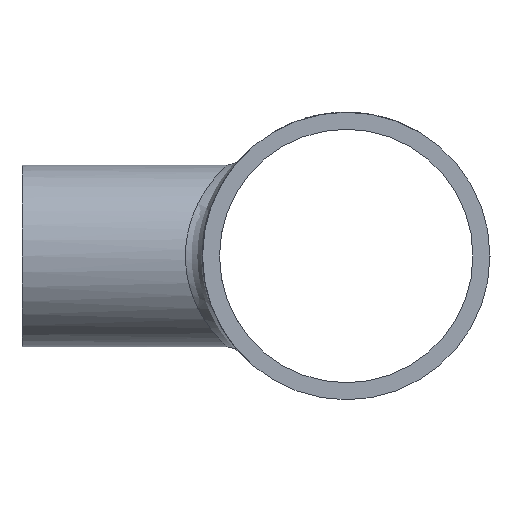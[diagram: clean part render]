
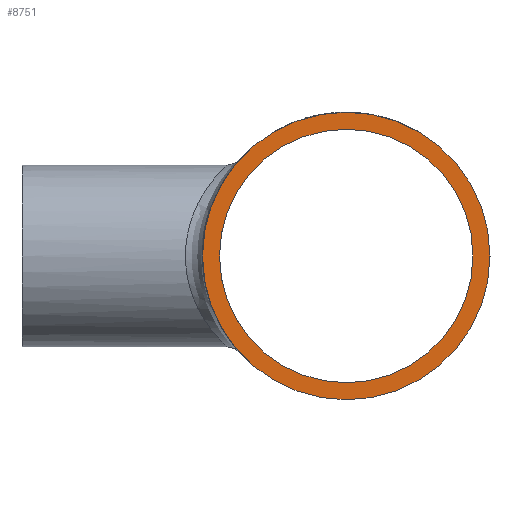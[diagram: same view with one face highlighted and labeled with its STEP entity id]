
A CAD part, left-side view. The second image highlights one B-rep face of the part: STEP entity #8751.
In plain terms, the highlighted planar face has unit normal (-1, 0, 0).
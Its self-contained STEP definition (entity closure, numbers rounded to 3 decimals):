
#874 = DIRECTION ( 'NONE',  ( -1., 0., 0. ) ) ;
#1602 = ORIENTED_EDGE ( 'NONE', *, *, #7147, .F. ) ;
#1977 = PLANE ( 'NONE',  #11411 ) ;
#2028 = DIRECTION ( 'NONE',  ( 0., 0., 1. ) ) ;
#3503 = CARTESIAN_POINT ( 'NONE',  ( -38., 0., 14.85 ) ) ;
#3579 = EDGE_LOOP ( 'NONE', ( #1602 ) ) ;
#4154 = FACE_OUTER_BOUND ( 'NONE', #12628, .T. ) ;
#4273 = CARTESIAN_POINT ( 'NONE',  ( -38., 0., 0. ) ) ;
#4378 = DIRECTION ( 'NONE',  ( 0., 0., 1. ) ) ;
#4521 = CARTESIAN_POINT ( 'NONE',  ( -38., 0., 0. ) ) ;
#4541 = AXIS2_PLACEMENT_3D ( 'NONE', #13340, #874, #8908 ) ;
#5030 = AXIS2_PLACEMENT_3D ( 'NONE', #4521, #9035, #4378 ) ;
#5080 = VERTEX_POINT ( 'NONE', #3503 ) ;
#5391 = FACE_BOUND ( 'NONE', #3579, .T. ) ;
#6797 = ORIENTED_EDGE ( 'NONE', *, *, #7608, .T. ) ;
#7147 = EDGE_CURVE ( 'NONE', #5080, #5080, #9891, .T. ) ;
#7608 = EDGE_CURVE ( 'NONE', #11872, #11872, #9412, .T. ) ;
#8751 = ADVANCED_FACE ( 'NONE', ( #5391, #4154 ), #1977, .T. ) ;
#8908 = DIRECTION ( 'NONE',  ( 0., 0., 1. ) ) ;
#9035 = DIRECTION ( 'NONE',  ( -1., 0., 0. ) ) ;
#9412 = CIRCLE ( 'NONE', #5030, 16.85 ) ;
#9891 = CIRCLE ( 'NONE', #4541, 14.85 ) ;
#11411 = AXIS2_PLACEMENT_3D ( 'NONE', #4273, #14440, #2028 ) ;
#11872 = VERTEX_POINT ( 'NONE', #13755 ) ;
#12628 = EDGE_LOOP ( 'NONE', ( #6797 ) ) ;
#13340 = CARTESIAN_POINT ( 'NONE',  ( -38., 0., 0. ) ) ;
#13755 = CARTESIAN_POINT ( 'NONE',  ( -38., 0., 16.85 ) ) ;
#14440 = DIRECTION ( 'NONE',  ( -1., 0., 0. ) ) ;
